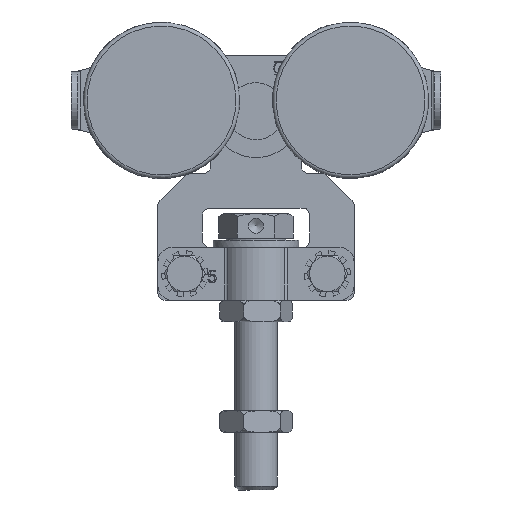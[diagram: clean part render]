
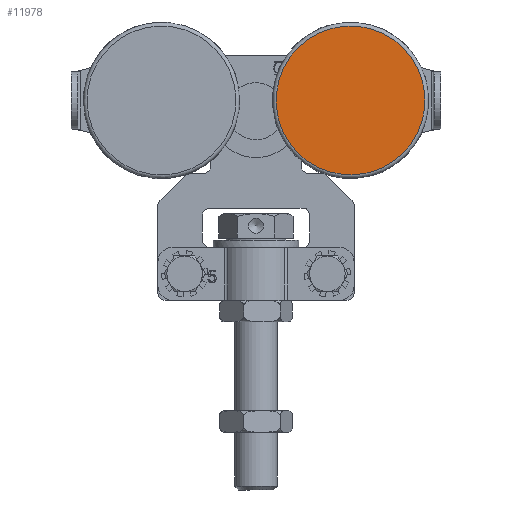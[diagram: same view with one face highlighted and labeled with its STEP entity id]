
A CAD part, front view. The second image highlights one B-rep face of the part: STEP entity #11978.
In plain terms, the highlighted planar face has unit normal (0, -1, 0).
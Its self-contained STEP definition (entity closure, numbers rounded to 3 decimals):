
#3405=FACE_OUTER_BOUND('',#4100,.T.);
#4100=EDGE_LOOP('',(#8270));
#4922=CIRCLE('',#12693,20.866);
#5417=VERTEX_POINT('',#17102);
#6558=EDGE_CURVE('',#5417,#5417,#4922,.T.);
#8270=ORIENTED_EDGE('',*,*,#6558,.F.);
#11647=PLANE('',#12696);
#11978=ADVANCED_FACE('',(#3405),#11647,.T.);
#12693=AXIS2_PLACEMENT_3D('',#17103,#13853,#13854);
#12696=AXIS2_PLACEMENT_3D('',#17138,#13859,#13860);
#13853=DIRECTION('center_axis',(0.,1.,0.));
#13854=DIRECTION('ref_axis',(0.43,0.,0.903));
#13859=DIRECTION('center_axis',(0.,-1.,0.));
#13860=DIRECTION('ref_axis',(-0.903,0.,0.43));
#17102=CARTESIAN_POINT('',(17.518,-15.,-15.834));
#17103=CARTESIAN_POINT('Origin',(26.5,-15.,3.));
#17138=CARTESIAN_POINT('Origin',(19.436,-15.,-11.811));
